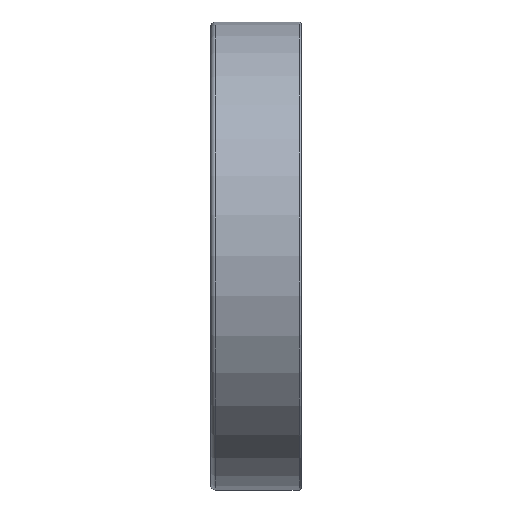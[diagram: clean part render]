
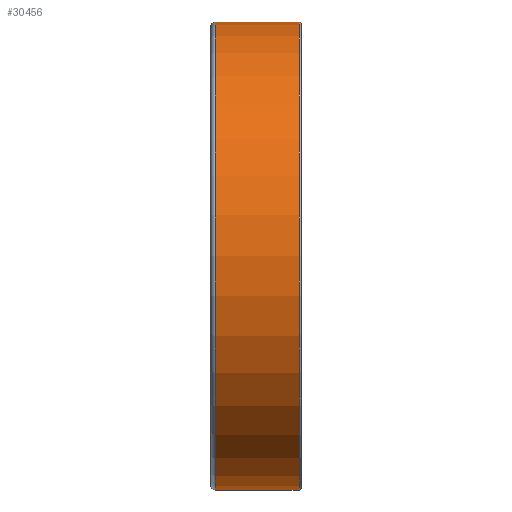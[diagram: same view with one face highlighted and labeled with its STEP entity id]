
A CAD part, top view. The second image highlights one B-rep face of the part: STEP entity #30456.
In plain terms, the highlighted cylindrical face has radius 31 mm (diameter 62 mm), a partial arc.
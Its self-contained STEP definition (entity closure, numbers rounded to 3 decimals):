
#19035=DIRECTION('',(-1.,0.,0.));
#19036=VECTOR('',#19035,11.1);
#19037=CARTESIAN_POINT('',(5.7,31.,0.));
#19038=LINE('',#19037,#19036);
#19042=DIRECTION('',(-1.,0.,0.));
#19043=VECTOR('',#19042,11.1);
#19044=CARTESIAN_POINT('',(5.7,-31.,0.));
#19045=LINE('',#19044,#19043);
#19057=CARTESIAN_POINT('',(5.7,0.,0.));
#19058=DIRECTION('',(1.,0.,0.));
#19059=DIRECTION('',(0.,1.,0.));
#19060=AXIS2_PLACEMENT_3D('',#19057,#19058,#19059);
#19065=CARTESIAN_POINT('',(-5.4,0.,0.));
#19066=DIRECTION('',(1.,0.,0.));
#19067=DIRECTION('',(0.,1.,0.));
#19068=AXIS2_PLACEMENT_3D('',#19065,#19066,#19067);
#26972=CARTESIAN_POINT('',(5.7,31.,0.));
#26973=CARTESIAN_POINT('',(-5.4,31.,0.));
#26974=VERTEX_POINT('',#26972);
#26975=VERTEX_POINT('',#26973);
#26984=CARTESIAN_POINT('',(5.7,-31.,0.));
#26985=CARTESIAN_POINT('',(-5.4,-31.,0.));
#26986=VERTEX_POINT('',#26984);
#26987=VERTEX_POINT('',#26985);
#30444=CARTESIAN_POINT('',(-6.6,0.,0.));
#30445=DIRECTION('',(1.,0.,0.));
#30446=DIRECTION('',(0.,-1.,0.));
#30447=AXIS2_PLACEMENT_3D('',#30444,#30445,#30446);
#30448=CYLINDRICAL_SURFACE('',#30447,31.);
#30449=ORIENTED_EDGE('',*,*,#30434,.F.);
#30450=ORIENTED_EDGE('',*,*,#30411,.T.);
#30451=ORIENTED_EDGE('',*,*,#30438,.T.);
#30453=ORIENTED_EDGE('',*,*,#30452,.F.);
#30454=EDGE_LOOP('',(#30449,#30450,#30451,#30453));
#30455=FACE_OUTER_BOUND('',#30454,.F.);
#19061=CIRCLE('',#19060,31.);
#19069=CIRCLE('',#19068,31.);
#30411=EDGE_CURVE('',#26974,#26986,#19061,.T.);
#30434=EDGE_CURVE('',#26974,#26975,#19038,.T.);
#30438=EDGE_CURVE('',#26986,#26987,#19045,.T.);
#30452=EDGE_CURVE('',#26975,#26987,#19069,.T.);
#30456=ADVANCED_FACE('',(#30455),#30448,.T.);
